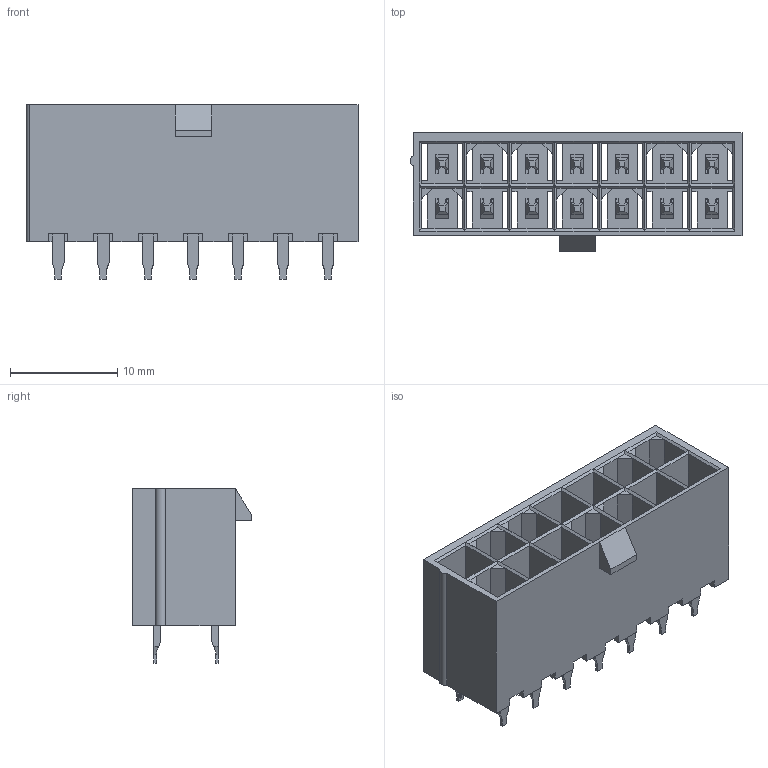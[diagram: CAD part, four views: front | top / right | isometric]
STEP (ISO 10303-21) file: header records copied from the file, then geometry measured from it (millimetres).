
FILE_DESCRIPTION(/* description */ ('Unknown'),/* implementation_level */ '2;1');
FILE_NAME(/* name */ '64901421122',/* time_stamp */ '2019-08-05T15:17:20+02:00',/* author */ ('Unknown'),/* organization */ ('Unknown'),/* preprocessor_version */ 'ST-DEVELOPER v16.7',/* originating_system */ 'DEX',/* authorisation */ $);
FILE_SCHEMA (('TECHNICAL_DATA_PACKAGING','AUTOMOTIVE_DESIGN {1 0 10303 214 3 1 1}'));
Length unit declared in the file: millimetre
Products named in the file (3): 6490xx21122; 64901421122; 6490xx21122_PIN
Assembly tree (15 placements, depth 2):
  6490xx21122
    64901421122
    6490xx21122_PIN  x14
Bounding box: 31 x 11.1 x 16.3 mm (x, y, z)
Volume: 1723.6 mm3; surface area: 5409.3 mm2
Topology: 15 solids, 15 shells, 1687 faces, 4908 edges, 3196 vertices
Faces by surface type: plane 1294, cylinder 393
Entity records: 17294 total; most frequent: ORIENTED_EDGE 3108, CARTESIAN_POINT 3073, DIRECTION 2678, EDGE_CURVE 1554, LINE 1496, VECTOR 1496, VERTEX_POINT 986, AXIS2_PLACEMENT_3D 591
